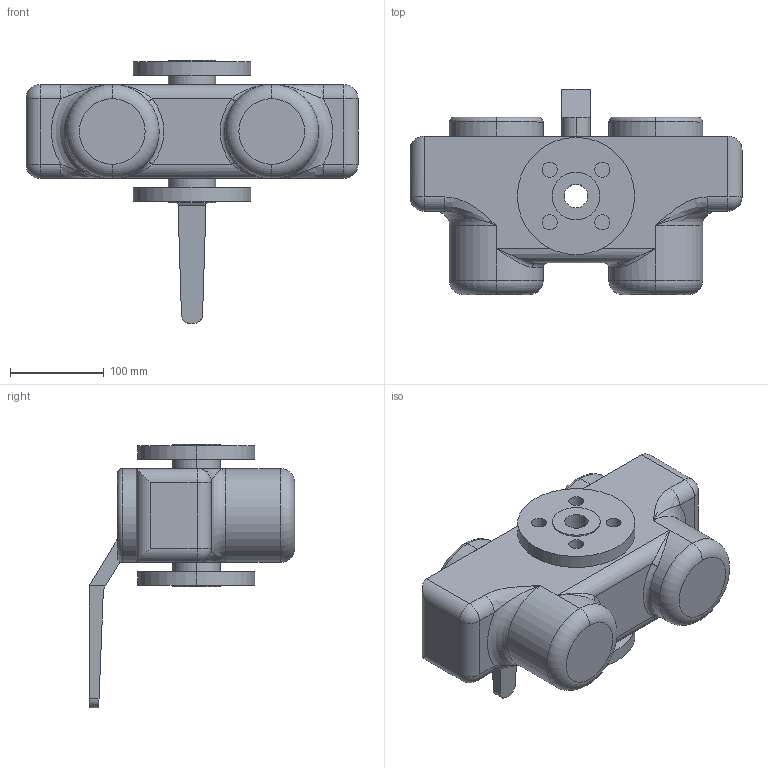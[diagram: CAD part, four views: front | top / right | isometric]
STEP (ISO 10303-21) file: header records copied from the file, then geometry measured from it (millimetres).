
FILE_DESCRIPTION (( 'STEP AP203' ), '1' );
FILE_NAME ('OEM-2639-25NB-SHL_REV_.step', '2025-11-20T00:59:47', ( '' ), ( '' ), 'SwSTEP 2.0', 'SolidWorks 2025', '' );
FILE_SCHEMA (( 'CONFIG_CONTROL_DESIGN' ));
Length unit declared in the file: millimetre
Products named in the file (1): OEM-2639-25NB-SHL_REV_
Bounding box: 354 x 219 x 281 mm (x, y, z)
Volume: 5373987.8 mm3; surface area: 316930.3 mm2
Topology: 3 solids, 3 shells, 110 faces, 257 edges, 148 vertices
Faces by surface type: cylinder 56, plane 30, torus 12, bspline 8, sphere 4
Entity records: 4016 total; most frequent: CARTESIAN_POINT 1450, DIRECTION 551, ORIENTED_EDGE 490, EDGE_CURVE 245, AXIS2_PLACEMENT_3D 225, VERTEX_POINT 148, EDGE_LOOP 135, CIRCLE 122
